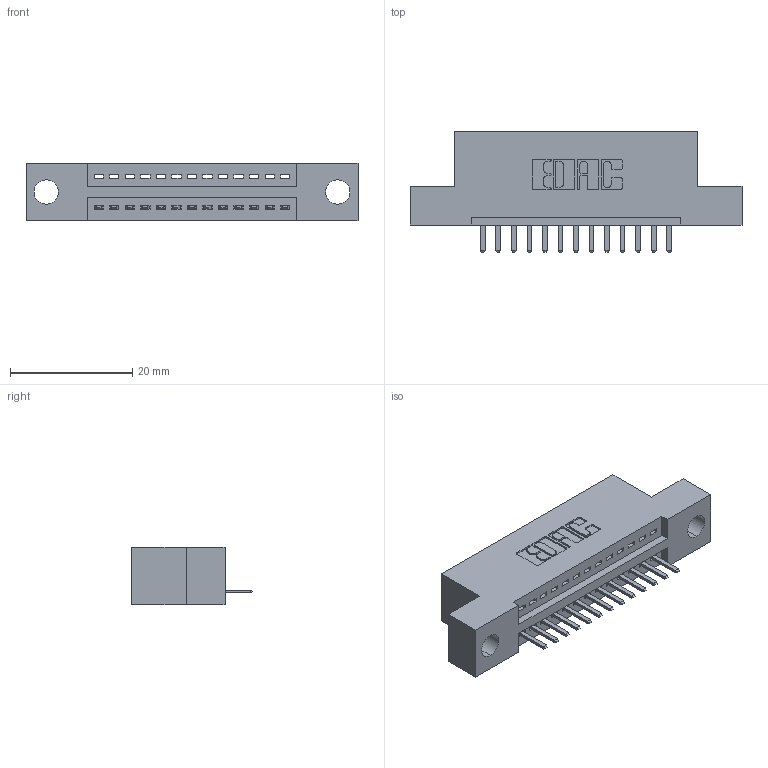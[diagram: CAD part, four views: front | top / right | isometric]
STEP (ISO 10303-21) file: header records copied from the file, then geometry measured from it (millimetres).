
FILE_DESCRIPTION (( 'STEP AP203' ), '1' );
FILE_NAME ('395-013-520-104.STEP', '2019-10-16T01:52:23', ( '' ), ( '' ), 'SwSTEP 2.0', 'SolidWorks 2016', '' );
FILE_SCHEMA (( 'CONFIG_CONTROL_DESIGN' ));
Length unit declared in the file: inch
Products named in the file (3): 345-292-001_345-293-120; 395-013-520-104; 345 Part_Flush Mounting Lugs - 0.156 Dia-TH
Assembly tree (14 placements, depth 2):
  395-013-520-104
    345 Part_Flush Mounting Lugs - 0.156 Dia-TH
    345-292-001_345-293-120  x13
Bounding box: 54.23 x 19.68 x 9.4 mm (x, y, z)
Volume: 4787.9 mm3; surface area: 5655 mm2
Topology: 14 solids, 14 shells, 932 faces, 2733 edges, 1786 vertices
Faces by surface type: plane 626, cylinder 306
Entity records: 13805 total; most frequent: CARTESIAN_POINT 2411, ORIENTED_EDGE 2346, DIRECTION 2135, EDGE_CURVE 1173, LINE 985, VECTOR 985, VERTEX_POINT 778, AXIS2_PLACEMENT_3D 575
